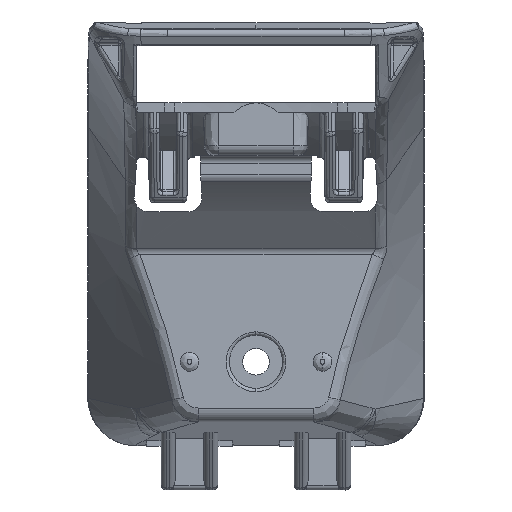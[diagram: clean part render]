
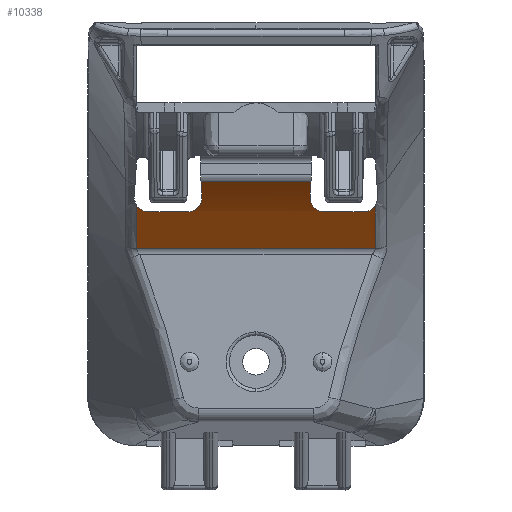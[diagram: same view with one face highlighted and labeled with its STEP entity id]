
A CAD part, front view. The second image highlights one B-rep face of the part: STEP entity #10338.
In plain terms, the highlighted cylindrical face has radius 49.361 mm (diameter 98.723 mm), a partial arc.
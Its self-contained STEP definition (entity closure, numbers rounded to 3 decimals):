
#635=ELLIPSE('',#11278,49.429,49.361);
#636=ELLIPSE('',#11285,49.429,49.361);
#1127=LINE('',#39396,#1628);
#1130=LINE('',#39415,#1631);
#1132=LINE('',#39433,#1633);
#1134=LINE('',#39475,#1635);
#1628=VECTOR('',#13636,11.574);
#1631=VECTOR('',#13647,4.271);
#1633=VECTOR('',#13651,25.077);
#1635=VECTOR('',#13655,4.271);
#1794=CYLINDRICAL_SURFACE('',#11317,49.361);
#2422=FACE_OUTER_BOUND('',#3070,.T.);
#3070=EDGE_LOOP('',(#9593,#9594,#9595,#9596,#9597,#9598,#9599,#9600,#9601,
#9602,#9603,#9604));
#3447=B_SPLINE_CURVE_WITH_KNOTS('',3,(#36459,#36460,#36461,#36462,#36463,
#36464,#36465,#36466),.UNSPECIFIED.,.F.,.F.,(4,2,2,4),(0.431,
0.467,0.522,0.577),.UNSPECIFIED.);
#3481=B_SPLINE_CURVE_WITH_KNOTS('',3,(#39311,#39312,#39313,#39314,#39315,
#39316,#39317,#39318,#39319,#39320),.UNSPECIFIED.,.F.,.F.,(4,2,2,2,4),(0.,
0.031,0.062,0.124,0.147),
 .UNSPECIFIED.);
#3486=B_SPLINE_CURVE_WITH_KNOTS('',3,(#39403,#39404,#39405,#39406,#39407,
#39408,#39409,#39410,#39411,#39412),.UNSPECIFIED.,.F.,.F.,(4,2,2,2,4),(0.297,
0.381,0.467,0.522,0.577),
 .UNSPECIFIED.);
#3488=B_SPLINE_CURVE_WITH_KNOTS('',3,(#39462,#39463,#39464,#39465,#39466,
#39467,#39468,#39469,#39470,#39471),.UNSPECIFIED.,.F.,.F.,(4,3,3,4),(0.,
0.485,0.975,1.),.UNSPECIFIED.);
#3489=B_SPLINE_CURVE_WITH_KNOTS('',3,(#39478,#39479,#39480,#39481,#39482,
#39483,#39484,#39485,#39486,#39487,#39488,#39489),.UNSPECIFIED.,.F.,.F.,
(4,2,2,2,2,4),(0.,0.031,0.062,
0.124,0.202,0.28),.UNSPECIFIED.);
#3519=B_SPLINE_CURVE_WITH_KNOTS('',3,(#42326,#42327,#42328,#42329,#42330,
#42331,#42332,#42333,#42334,#42335),.UNSPECIFIED.,.F.,.F.,(4,3,3,4),(0.,
0.025,0.515,1.),.UNSPECIFIED.);
#4851=VERTEX_POINT('',#36429);
#4852=VERTEX_POINT('',#36445);
#4853=VERTEX_POINT('',#36458);
#4906=VERTEX_POINT('',#39308);
#4907=VERTEX_POINT('',#39310);
#4911=VERTEX_POINT('',#39392);
#4912=VERTEX_POINT('',#39394);
#4913=VERTEX_POINT('',#39398);
#4914=VERTEX_POINT('',#39402);
#4916=VERTEX_POINT('',#39419);
#4917=VERTEX_POINT('',#39473);
#4918=VERTEX_POINT('',#39477);
#6315=EDGE_CURVE('',#4853,#4852,#3447,.F.);
#6429=EDGE_CURVE('',#4907,#4906,#3481,.F.);
#6438=EDGE_CURVE('',#4912,#4911,#1127,.F.);
#6439=EDGE_CURVE('',#4911,#4913,#635,.T.);
#6441=EDGE_CURVE('',#4913,#4914,#3486,.T.);
#6443=EDGE_CURVE('',#4914,#4906,#1130,.F.);
#6446=EDGE_CURVE('',#4916,#4851,#1132,.T.);
#6447=EDGE_CURVE('',#4851,#4852,#3488,.T.);
#6449=EDGE_CURVE('',#4853,#4917,#1134,.F.);
#6450=EDGE_CURVE('',#4917,#4918,#3489,.T.);
#6452=EDGE_CURVE('',#4918,#4912,#636,.F.);
#6513=EDGE_CURVE('',#4907,#4916,#3519,.T.);
#9593=ORIENTED_EDGE('',*,*,#6450,.F.);
#9594=ORIENTED_EDGE('',*,*,#6449,.F.);
#9595=ORIENTED_EDGE('',*,*,#6315,.T.);
#9596=ORIENTED_EDGE('',*,*,#6447,.F.);
#9597=ORIENTED_EDGE('',*,*,#6446,.F.);
#9598=ORIENTED_EDGE('',*,*,#6513,.F.);
#9599=ORIENTED_EDGE('',*,*,#6429,.T.);
#9600=ORIENTED_EDGE('',*,*,#6443,.F.);
#9601=ORIENTED_EDGE('',*,*,#6441,.F.);
#9602=ORIENTED_EDGE('',*,*,#6439,.F.);
#9603=ORIENTED_EDGE('',*,*,#6438,.F.);
#9604=ORIENTED_EDGE('',*,*,#6452,.F.);
#10338=ADVANCED_FACE('',(#2422),#1794,.F.);
#11278=AXIS2_PLACEMENT_3D('',#39399,#13639,#13640);
#11285=AXIS2_PLACEMENT_3D('',#39492,#13661,#13662);
#11317=AXIS2_PLACEMENT_3D('',#42325,#13730,#13731);
#13636=DIRECTION('',(-1.,0.,0.));
#13639=DIRECTION('center_axis',(-0.999,-0.052,
0.));
#13640=DIRECTION('ref_axis',(-0.052,0.999,0.));
#13647=DIRECTION('',(-1.,0.,0.));
#13651=DIRECTION('',(-1.,0.,0.));
#13655=DIRECTION('',(-1.,0.,0.));
#13661=DIRECTION('center_axis',(-0.999,0.052,0.));
#13662=DIRECTION('ref_axis',(-0.052,-0.999,0.));
#13730=DIRECTION('center_axis',(-1.,0.,0.));
#13731=DIRECTION('ref_axis',(0.,-1.,0.));
#36429=CARTESIAN_POINT('',(-12.538,-168.072,-86.009));
#36445=CARTESIAN_POINT('',(-12.538,-171.96,-81.491));
#36458=CARTESIAN_POINT('',(-11.386,-171.378,-82.1));
#36459=CARTESIAN_POINT('Ctrl Pts',(-12.538,-171.96,
-81.491));
#36460=CARTESIAN_POINT('Ctrl Pts',(-12.483,-171.881,
-81.572));
#36461=CARTESIAN_POINT('Ctrl Pts',(-12.418,-171.807,
-81.649));
#36462=CARTESIAN_POINT('Ctrl Pts',(-12.234,-171.639,
-81.824));
#36463=CARTESIAN_POINT('Ctrl Pts',(-12.09,-171.544,-81.924));
#36464=CARTESIAN_POINT('Ctrl Pts',(-11.757,-171.413,
-82.063));
#36465=CARTESIAN_POINT('Ctrl Pts',(-11.569,-171.378,
-82.1));
#36466=CARTESIAN_POINT('Ctrl Pts',(-11.386,-171.378,
-82.1));
#39308=CARTESIAN_POINT('',(11.386,-171.378,-82.1));
#39310=CARTESIAN_POINT('',(12.538,-171.96,-81.491));
#39311=CARTESIAN_POINT('Ctrl Pts',(11.386,-171.378,-82.1));
#39312=CARTESIAN_POINT('Ctrl Pts',(11.489,-171.378,-82.1));
#39313=CARTESIAN_POINT('Ctrl Pts',(11.593,-171.389,-82.089));
#39314=CARTESIAN_POINT('Ctrl Pts',(11.794,-171.431,-82.044));
#39315=CARTESIAN_POINT('Ctrl Pts',(11.891,-171.462,-82.01));
#39316=CARTESIAN_POINT('Ctrl Pts',(12.16,-171.583,-81.883));
#39317=CARTESIAN_POINT('Ctrl Pts',(12.311,-171.698,-81.762));
#39318=CARTESIAN_POINT('Ctrl Pts',(12.465,-171.863,-81.591));
#39319=CARTESIAN_POINT('Ctrl Pts',(12.503,-171.91,-81.542));
#39320=CARTESIAN_POINT('Ctrl Pts',(12.538,-171.96,-81.491));
#39392=CARTESIAN_POINT('',(5.787,-174.635,-78.935));
#39394=CARTESIAN_POINT('',(-5.787,-174.635,-78.935));
#39396=CARTESIAN_POINT('',(5.787,-174.635,-78.935));
#39398=CARTESIAN_POINT('',(5.698,-172.928,-80.521));
#39399=CARTESIAN_POINT('Origin',(7.502,-207.365,-115.885));
#39402=CARTESIAN_POINT('',(7.114,-171.378,-82.1));
#39403=CARTESIAN_POINT('Ctrl Pts',(5.698,-172.928,-80.521));
#39404=CARTESIAN_POINT('Ctrl Pts',(5.687,-172.726,-80.718));
#39405=CARTESIAN_POINT('Ctrl Pts',(5.712,-172.507,-80.935));
#39406=CARTESIAN_POINT('Ctrl Pts',(5.86,-172.092,-81.354));
#39407=CARTESIAN_POINT('Ctrl Pts',(5.983,-171.897,-81.555));
#39408=CARTESIAN_POINT('Ctrl Pts',(6.266,-171.639,-81.824));
#39409=CARTESIAN_POINT('Ctrl Pts',(6.41,-171.544,-81.924));
#39410=CARTESIAN_POINT('Ctrl Pts',(6.743,-171.413,-82.063));
#39411=CARTESIAN_POINT('Ctrl Pts',(6.931,-171.378,-82.1));
#39412=CARTESIAN_POINT('Ctrl Pts',(7.114,-171.378,-82.1));
#39415=CARTESIAN_POINT('',(11.386,-171.378,-82.1));
#39419=CARTESIAN_POINT('',(12.538,-168.072,-86.009));
#39433=CARTESIAN_POINT('',(12.538,-168.072,-86.009));
#39462=CARTESIAN_POINT('Ctrl Pts',(-12.538,-168.072,
-86.009));
#39463=CARTESIAN_POINT('Ctrl Pts',(-12.538,-168.655,
-85.242));
#39464=CARTESIAN_POINT('Ctrl Pts',(-12.538,-169.261,
-84.492));
#39465=CARTESIAN_POINT('Ctrl Pts',(-12.538,-169.889,
-83.76));
#39466=CARTESIAN_POINT('Ctrl Pts',(-12.538,-170.522,
-83.021));
#39467=CARTESIAN_POINT('Ctrl Pts',(-12.538,-171.178,
-82.3));
#39468=CARTESIAN_POINT('Ctrl Pts',(-12.538,-171.855,
-81.599));
#39469=CARTESIAN_POINT('Ctrl Pts',(-12.538,-171.89,-81.563));
#39470=CARTESIAN_POINT('Ctrl Pts',(-12.538,-171.925,
-81.527));
#39471=CARTESIAN_POINT('Ctrl Pts',(-12.538,-171.96,
-81.491));
#39473=CARTESIAN_POINT('',(-7.114,-171.378,-82.1));
#39475=CARTESIAN_POINT('',(-7.114,-171.378,-82.1));
#39477=CARTESIAN_POINT('',(-5.698,-172.928,-80.521));
#39478=CARTESIAN_POINT('Ctrl Pts',(-7.114,-171.378,
-82.1));
#39479=CARTESIAN_POINT('Ctrl Pts',(-7.011,-171.378,
-82.1));
#39480=CARTESIAN_POINT('Ctrl Pts',(-6.907,-171.389,
-82.089));
#39481=CARTESIAN_POINT('Ctrl Pts',(-6.706,-171.431,-82.044));
#39482=CARTESIAN_POINT('Ctrl Pts',(-6.609,-171.462,
-82.01));
#39483=CARTESIAN_POINT('Ctrl Pts',(-6.34,-171.583,
-81.883));
#39484=CARTESIAN_POINT('Ctrl Pts',(-6.189,-171.698,-81.762));
#39485=CARTESIAN_POINT('Ctrl Pts',(-5.935,-171.971,-81.479));
#39486=CARTESIAN_POINT('Ctrl Pts',(-5.831,-172.155,-81.29));
#39487=CARTESIAN_POINT('Ctrl Pts',(-5.708,-172.541,
-80.902));
#39488=CARTESIAN_POINT('Ctrl Pts',(-5.688,-172.742,
-80.702));
#39489=CARTESIAN_POINT('Ctrl Pts',(-5.698,-172.928,-80.521));
#39492=CARTESIAN_POINT('Origin',(-7.502,-207.365,-115.885));
#42325=CARTESIAN_POINT('Origin',(-21.,-207.365,-115.885));
#42326=CARTESIAN_POINT('Ctrl Pts',(12.538,-171.96,-81.491));
#42327=CARTESIAN_POINT('Ctrl Pts',(12.538,-171.925,-81.527));
#42328=CARTESIAN_POINT('Ctrl Pts',(12.538,-171.89,-81.563));
#42329=CARTESIAN_POINT('Ctrl Pts',(12.538,-171.855,-81.599));
#42330=CARTESIAN_POINT('Ctrl Pts',(12.538,-171.178,-82.3));
#42331=CARTESIAN_POINT('Ctrl Pts',(12.538,-170.522,-83.021));
#42332=CARTESIAN_POINT('Ctrl Pts',(12.538,-169.889,-83.76));
#42333=CARTESIAN_POINT('Ctrl Pts',(12.538,-169.261,-84.492));
#42334=CARTESIAN_POINT('Ctrl Pts',(12.538,-168.655,-85.242));
#42335=CARTESIAN_POINT('Ctrl Pts',(12.538,-168.072,-86.009));
